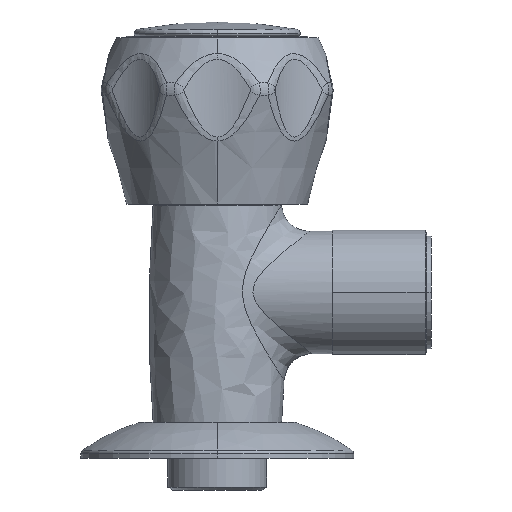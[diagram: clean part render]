
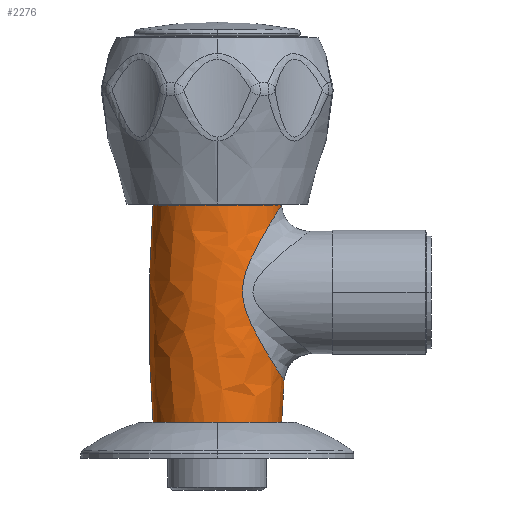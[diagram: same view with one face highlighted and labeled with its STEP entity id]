
A CAD part, left-side view. The second image highlights one B-rep face of the part: STEP entity #2276.
In plain terms, the highlighted free-form (B-spline) face has degree [3, 3] with [7, 4] control points.
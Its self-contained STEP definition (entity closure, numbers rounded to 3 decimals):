
#21=CARTESIAN_POINT('',(0.,0.,-25.157));
#22=DIRECTION('',(0.,0.,-1.));
#23=DIRECTION('',(0.,-1.,0.));
#24=AXIS2_PLACEMENT_3D('',#21,#22,#23);
#26=CARTESIAN_POINT('',(0.,0.,-25.157));
#27=DIRECTION('',(0.,0.,-1.));
#28=DIRECTION('',(-1.,0.,0.));
#29=AXIS2_PLACEMENT_3D('',#26,#27,#28);
#31=CARTESIAN_POINT('',(0.,0.,
23.316));
#32=DIRECTION('',(0.,0.,1.));
#33=DIRECTION('',(0.,1.,0.));
#34=AXIS2_PLACEMENT_3D('',#31,#32,#33);
#36=CARTESIAN_POINT('',(0.,-13.648,23.314));
#37=CARTESIAN_POINT('',(-0.364,-13.648,23.314));
#38=CARTESIAN_POINT('',(-1.101,-13.622,23.268));
#39=CARTESIAN_POINT('',(-2.227,-13.499,23.069));
#40=CARTESIAN_POINT('',(-3.377,-13.286,22.72));
#41=CARTESIAN_POINT('',(-4.551,-12.971,22.204));
#42=CARTESIAN_POINT('',(-5.765,-12.536,21.489));
#43=CARTESIAN_POINT('',(-7.007,-11.962,20.54));
#44=CARTESIAN_POINT('',(-8.268,-11.227,19.314));
#45=CARTESIAN_POINT('',(-9.515,-10.318,17.773));
#46=CARTESIAN_POINT('',(-10.707,-9.234,15.881));
#47=CARTESIAN_POINT('',(-11.731,-8.056,13.699));
#48=CARTESIAN_POINT('',(-12.406,-7.105,11.748));
#49=CARTESIAN_POINT('',(-12.873,-6.348,9.94));
#50=CARTESIAN_POINT('',(-13.172,-5.809,8.288));
#51=CARTESIAN_POINT('',(-13.346,-5.486,6.794));
#52=CARTESIAN_POINT('',(-13.427,-5.353,5.434));
#53=CARTESIAN_POINT('',(-13.438,-5.379,4.113));
#54=CARTESIAN_POINT('',(-13.377,-5.57,2.717));
#55=CARTESIAN_POINT('',(-13.218,-5.967,1.162));
#56=CARTESIAN_POINT('',(-12.926,-6.589,
-0.553));
#57=CARTESIAN_POINT('',(-12.46,-7.429,-2.423));
#58=CARTESIAN_POINT('',(-11.757,-8.481,-4.47));
#59=CARTESIAN_POINT('',(-10.71,-9.721,-6.676));
#60=CARTESIAN_POINT('',(-9.538,-10.81,-8.517));
#61=CARTESIAN_POINT('',(-8.3,-11.73,-10.033));
#62=CARTESIAN_POINT('',(-7.046,-12.473,-11.238));
#63=CARTESIAN_POINT('',(-5.805,-13.056,-12.175));
#64=CARTESIAN_POINT('',(-4.589,-13.5,-12.884));
#65=CARTESIAN_POINT('',(-3.407,-13.822,-13.397));
#66=CARTESIAN_POINT('',(-2.247,-14.041,-13.745));
#67=CARTESIAN_POINT('',(-1.109,-14.167,-13.945));
#68=CARTESIAN_POINT('',(-0.366,-14.193,
-13.987));
#69=CARTESIAN_POINT('',(0.,-14.193,
-13.987));
#81=CARTESIAN_POINT('',(0.,304.781,0.));
#82=DIRECTION('',(-1.,0.,0.));
#83=DIRECTION('',(0.,-0.997,-0.079));
#84=AXIS2_PLACEMENT_3D('',#81,#82,#83);
#126=CARTESIAN_POINT('',(0.,-304.781,0.));
#127=DIRECTION('',(1.,0.,0.));
#128=DIRECTION('',(0.,0.997,-0.079));
#129=AXIS2_PLACEMENT_3D('',#126,#127,#128);
#2053=CARTESIAN_POINT('',(0.,-14.193,
-13.987));
#2054=VERTEX_POINT('',#2053);
#2055=CARTESIAN_POINT('',(0.,-13.648,
23.312));
#2056=VERTEX_POINT('',#2055);
#2065=CARTESIAN_POINT('',(0.,13.648,23.316));
#2066=VERTEX_POINT('',#2065);
#2213=CARTESIAN_POINT('',(0.,-13.507,-25.157));
#2214=CARTESIAN_POINT('',(-13.507,0.,
-25.157));
#2215=VERTEX_POINT('',#2213);
#2216=VERTEX_POINT('',#2214);
#2217=CARTESIAN_POINT('',(0.,13.507,-25.157));
#2218=VERTEX_POINT('',#2217);
#2233=CARTESIAN_POINT('',(0.843,13.403,
-26.124));
#2234=CARTESIAN_POINT('',(0.93,14.778,
-9.343));
#2235=CARTESIAN_POINT('',(0.933,14.826,7.495));
#2236=CARTESIAN_POINT('',(0.852,13.548,24.284));
#2237=CARTESIAN_POINT('',(-7.405,13.922,
-26.124));
#2238=CARTESIAN_POINT('',(-8.165,15.35,
-9.343));
#2239=CARTESIAN_POINT('',(-8.191,15.401,7.495));
#2240=CARTESIAN_POINT('',(-7.485,14.073,24.284));
#2241=CARTESIAN_POINT('',(-13.429,8.264,
-26.124));
#2242=CARTESIAN_POINT('',(-14.807,9.112,
-9.343));
#2243=CARTESIAN_POINT('',(-14.856,9.142,7.495));
#2244=CARTESIAN_POINT('',(-13.575,8.354,24.284));
#2245=CARTESIAN_POINT('',(-13.429,0.,-26.124));
#2246=CARTESIAN_POINT('',(-14.807,0.,-9.343));
#2247=CARTESIAN_POINT('',(-14.856,0.,7.495));
#2248=CARTESIAN_POINT('',(-13.575,0.,24.284));
#2249=CARTESIAN_POINT('',(-13.429,-8.264,
-26.124));
#2250=CARTESIAN_POINT('',(-14.807,-9.112,
-9.343));
#2251=CARTESIAN_POINT('',(-14.856,-9.142,
7.495));
#2252=CARTESIAN_POINT('',(-13.575,-8.354,
24.284));
#2253=CARTESIAN_POINT('',(-7.405,-13.922,
-26.124));
#2254=CARTESIAN_POINT('',(-8.165,-15.35,
-9.343));
#2255=CARTESIAN_POINT('',(-8.191,-15.401,
7.495));
#2256=CARTESIAN_POINT('',(-7.485,-14.073,
24.284));
#2257=CARTESIAN_POINT('',(0.843,-13.403,
-26.124));
#2258=CARTESIAN_POINT('',(0.93,-14.778,
-9.343));
#2259=CARTESIAN_POINT('',(0.933,-14.826,
7.495));
#2260=CARTESIAN_POINT('',(0.852,-13.548,
24.284));
#2261=(BOUNDED_SURFACE()B_SPLINE_SURFACE(3,3,((#2233,#2234,#2235,#2236),(#2237,
#2238,#2239,#2240),(#2241,#2242,#2243,#2244),(#2245,#2246,#2247,#2248),(#2249,
#2250,#2251,#2252),(#2253,#2254,#2255,#2256),(#2257,#2258,#2259,#2260)),
.UNSPECIFIED.,.F.,.F.,.F.)B_SPLINE_SURFACE_WITH_KNOTS((4,3,4),(4,4),(0.,1.,
2.),(0.,1.),.UNSPECIFIED.)GEOMETRIC_REPRESENTATION_ITEM()RATIONAL_B_SPLINE_SURFACE(((1.189,1.187,1.187,1.189),(
0.939,0.937,0.937,0.939),(
0.939,0.937,0.937,0.939),(
1.189,1.187,1.187,1.189),(
0.939,0.937,0.937,0.939),(
0.939,0.937,0.937,0.939),(
1.189,1.187,1.187,1.189)))REPRESENTATION_ITEM('')SURFACE());
#2263=ORIENTED_EDGE('',*,*,#2262,.T.);
#2265=ORIENTED_EDGE('',*,*,#2264,.T.);
#2267=ORIENTED_EDGE('',*,*,#2266,.T.);
#2269=ORIENTED_EDGE('',*,*,#2268,.T.);
#2271=ORIENTED_EDGE('',*,*,#2270,.T.);
#2273=ORIENTED_EDGE('',*,*,#2272,.F.);
#2274=EDGE_LOOP('',(#2263,#2265,#2267,#2269,#2271,#2273));
#2275=FACE_OUTER_BOUND('',#2274,.F.);
#2276=ADVANCED_FACE('',(#2275),#2261,.T.);
#25=CIRCLE('',#24,13.507);
#30=CIRCLE('',#29,13.507);
#35=CIRCLE('',#34,13.648);
#70=B_SPLINE_CURVE_WITH_KNOTS('',3,(#36,#37,#38,#39,#40,#41,#42,#43,#44,#45,#46,
#47,#48,#49,#50,#51,#52,#53,#54,#55,#56,#57,#58,#59,#60,#61,#62,#63,#64,#65,#66,
#67,#68,#69),.UNSPECIFIED.,.F.,.F.,(4,1,1,1,1,1,1,1,1,1,1,1,1,1,1,1,1,1,1,1,1,1,
1,1,1,1,1,1,1,1,1,4),(0.,0.032,0.065,
0.097,0.129,0.161,0.194,
0.226,0.258,0.29,0.323,
0.355,0.387,0.419,0.452,
0.484,0.516,0.548,0.581,
0.613,0.645,0.677,0.71,
0.742,0.774,0.806,0.839,
0.871,0.903,0.935,0.968,1.),
.UNSPECIFIED.);
#85=CIRCLE('',#84,319.281);
#130=CIRCLE('',#129,319.281);
#2262=EDGE_CURVE('',#2215,#2216,#25,.T.);
#2264=EDGE_CURVE('',#2216,#2218,#30,.T.);
#2266=EDGE_CURVE('',#2218,#2066,#130,.T.);
#2268=EDGE_CURVE('',#2066,#2056,#35,.T.);
#2270=EDGE_CURVE('',#2056,#2054,#70,.T.);
#2272=EDGE_CURVE('',#2215,#2054,#85,.T.);
